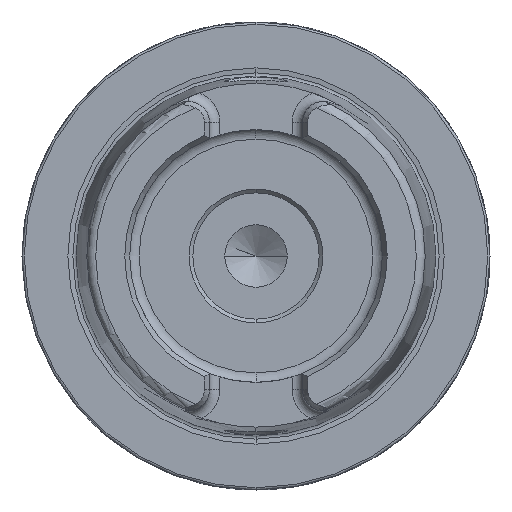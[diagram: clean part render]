
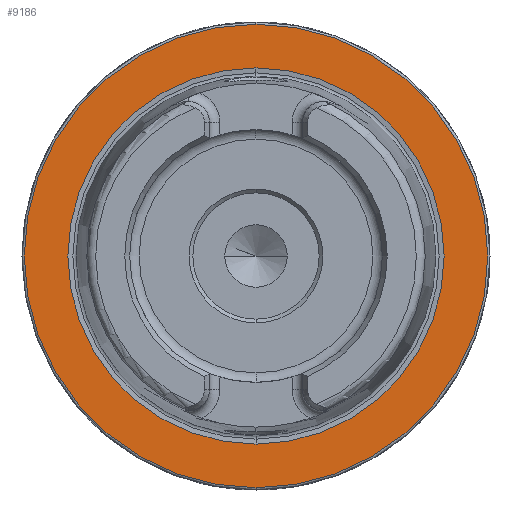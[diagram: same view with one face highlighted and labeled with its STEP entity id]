
A CAD part, left-side view. The second image highlights one B-rep face of the part: STEP entity #9186.
In plain terms, the highlighted planar face has unit normal (-1, 0, 0).
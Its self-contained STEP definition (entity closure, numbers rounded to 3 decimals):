
#211 = FACE_OUTER_BOUND ( 'NONE', #13068, .T. ) ;
#215 = FACE_BOUND ( 'NONE', #13065, .T. ) ;
#1020 = ORIENTED_EDGE ( 'NONE', *, *, #9698, .F. ) ;
#1021 = ORIENTED_EDGE ( 'NONE', *, *, #3701, .F. ) ;
#1022 = ORIENTED_EDGE ( 'NONE', *, *, #3705, .T. ) ;
#1023 = ORIENTED_EDGE ( 'NONE', *, *, #9697, .T. ) ;
#1227 = AXIS2_PLACEMENT_3D ( 'NONE', #11511, #11512, #11513 ) ;
#1228 = AXIS2_PLACEMENT_3D ( 'NONE', #11514, #11515, #11516 ) ;
#3701 = EDGE_CURVE ( 'NONE', #4724, #4729, #4427, .T. ) ;
#3705 = EDGE_CURVE ( 'NONE', #4731, #4732, #4431, .T. ) ;
#4427 = CIRCLE ( 'NONE', #7418, 25.324 ) ;
#4431 = CIRCLE ( 'NONE', #7421, 31.2 ) ;
#4724 = VERTEX_POINT ( 'NONE', #11102 ) ;
#4729 = VERTEX_POINT ( 'NONE', #11107 ) ;
#4731 = VERTEX_POINT ( 'NONE', #11109 ) ;
#4732 = VERTEX_POINT ( 'NONE', #11110 ) ;
#4978 = CIRCLE ( 'NONE', #1227, 31.2 ) ;
#4980 = CIRCLE ( 'NONE', #1228, 25.324 ) ;
#6133 = CARTESIAN_POINT ( 'NONE',  ( 0., 0., 0. ) ) ;
#6134 = DIRECTION ( 'NONE',  ( -1., 0., 0. ) ) ;
#6135 = DIRECTION ( 'NONE',  ( 0., 0., 1. ) ) ;
#6142 = CARTESIAN_POINT ( 'NONE',  ( 0., 0., 0. ) ) ;
#6143 = DIRECTION ( 'NONE',  ( -1., 0., 0. ) ) ;
#6144 = DIRECTION ( 'NONE',  ( 0., 0., 1. ) ) ;
#7418 = AXIS2_PLACEMENT_3D ( 'NONE', #6133, #6134, #6135 ) ;
#7421 = AXIS2_PLACEMENT_3D ( 'NONE', #6142, #6143, #6144 ) ;
#9075 = CARTESIAN_POINT ( 'NONE',  ( 0., 31.2, 0. ) ) ;
#9081 = PLANE ( 'NONE',  #9811 ) ;
#9083 = DIRECTION ( 'NONE',  ( 1., 0., 0. ) ) ;
#9084 = DIRECTION ( 'NONE',  ( 0., 0., -1. ) ) ;
#9186 = ADVANCED_FACE ( 'NONE', ( #215, #211 ), #9081, .F. ) ;
#9697 = EDGE_CURVE ( 'NONE', #4732, #4731, #4978, .T. ) ;
#9698 = EDGE_CURVE ( 'NONE', #4729, #4724, #4980, .T. ) ;
#9811 = AXIS2_PLACEMENT_3D ( 'NONE', #9075, #9083, #9084 ) ;
#11102 = CARTESIAN_POINT ( 'NONE',  ( 0., 0., -25.324 ) ) ;
#11107 = CARTESIAN_POINT ( 'NONE',  ( 0., 0., 25.324 ) ) ;
#11109 = CARTESIAN_POINT ( 'NONE',  ( 0., 0., 31.2 ) ) ;
#11110 = CARTESIAN_POINT ( 'NONE',  ( 0., 0., -31.2 ) ) ;
#11511 = CARTESIAN_POINT ( 'NONE',  ( 0., 0., 0. ) ) ;
#11512 = DIRECTION ( 'NONE',  ( -1., 0., 0. ) ) ;
#11513 = DIRECTION ( 'NONE',  ( 0., 0., 1. ) ) ;
#11514 = CARTESIAN_POINT ( 'NONE',  ( 0., 0., 0. ) ) ;
#11515 = DIRECTION ( 'NONE',  ( -1., 0., 0. ) ) ;
#11516 = DIRECTION ( 'NONE',  ( 0., 0., 1. ) ) ;
#13065 = EDGE_LOOP ( 'NONE', ( #1020, #1021 ) ) ;
#13068 = EDGE_LOOP ( 'NONE', ( #1022, #1023 ) ) ;
